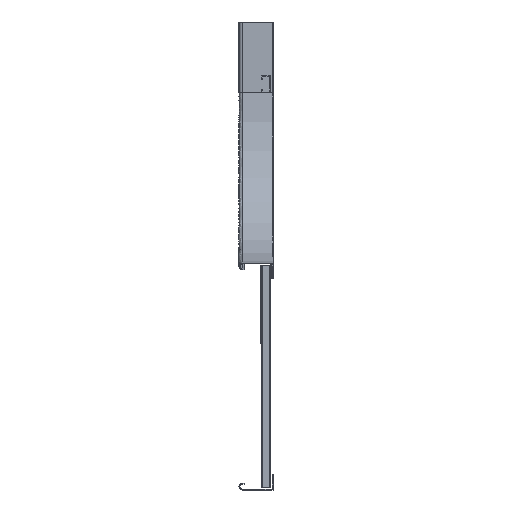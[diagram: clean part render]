
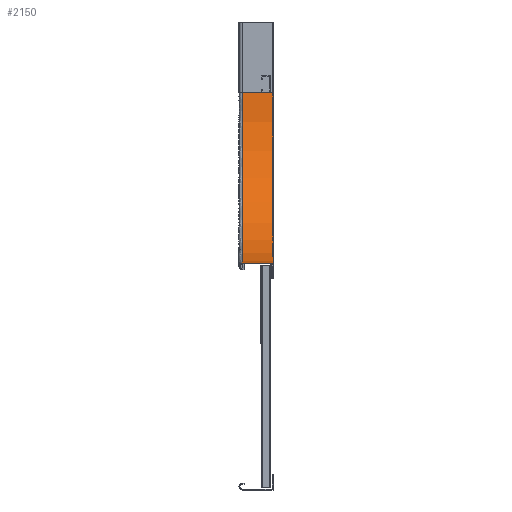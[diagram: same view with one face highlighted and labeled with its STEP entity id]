
A CAD part, left-side view. The second image highlights one B-rep face of the part: STEP entity #2150.
In plain terms, the highlighted cylindrical face has radius 300 mm (diameter 600 mm), a partial arc.
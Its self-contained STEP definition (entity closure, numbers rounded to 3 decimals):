
#36 = VECTOR ( 'NONE', #1965, 1000. ) ;
#352 = LINE ( 'NONE', #952, #36 ) ;
#952 = CARTESIAN_POINT ( 'NONE',  ( 0., 0., -125. ) ) ;
#1174 = EDGE_CURVE ( 'NONE', #11920, #7583, #4682, .T. ) ;
#1480 = FACE_OUTER_BOUND ( 'NONE', #11812, .T. ) ;
#1965 = DIRECTION ( 'NONE',  ( 0., 1., 0. ) ) ;
#2150 = ADVANCED_FACE ( 'NONE', ( #1480 ), #3059, .F. ) ;
#2891 = DIRECTION ( 'NONE',  ( 0., 0., -1. ) ) ;
#2908 = DIRECTION ( 'NONE',  ( 0., 1., 0. ) ) ;
#2955 = CARTESIAN_POINT ( 'NONE',  ( 300., 0., -125. ) ) ;
#3059 = CYLINDRICAL_SURFACE ( 'NONE', #8097, 300. ) ;
#3348 = CARTESIAN_POINT ( 'NONE',  ( 300., 0., -125. ) ) ;
#3449 = VERTEX_POINT ( 'NONE', #5485 ) ;
#3451 = AXIS2_PLACEMENT_3D ( 'NONE', #3799, #8680, #12174 ) ;
#3462 = LINE ( 'NONE', #6498, #5786 ) ;
#3526 = DIRECTION ( 'NONE',  ( 0., -1., 0. ) ) ;
#3799 = CARTESIAN_POINT ( 'NONE',  ( 300., 54., -125. ) ) ;
#4083 = DIRECTION ( 'NONE',  ( 0., 0., -1. ) ) ;
#4682 = CIRCLE ( 'NONE', #3451, 300. ) ;
#4858 = CARTESIAN_POINT ( 'NONE',  ( 0., 0., -125. ) ) ;
#5230 = ORIENTED_EDGE ( 'NONE', *, *, #6971, .F. ) ;
#5485 = CARTESIAN_POINT ( 'NONE',  ( 300., 0., -425. ) ) ;
#5517 = VERTEX_POINT ( 'NONE', #4858 ) ;
#5786 = VECTOR ( 'NONE', #7508, 1000. ) ;
#6325 = ORIENTED_EDGE ( 'NONE', *, *, #11053, .F. ) ;
#6405 = ORIENTED_EDGE ( 'NONE', *, *, #11751, .F. ) ;
#6498 = CARTESIAN_POINT ( 'NONE',  ( 300., 0., -425. ) ) ;
#6784 = CARTESIAN_POINT ( 'NONE',  ( 300., 54., -425. ) ) ;
#6971 = EDGE_CURVE ( 'NONE', #3449, #5517, #9775, .T. ) ;
#6976 = ORIENTED_EDGE ( 'NONE', *, *, #1174, .F. ) ;
#7508 = DIRECTION ( 'NONE',  ( 0., -1., 0. ) ) ;
#7583 = VERTEX_POINT ( 'NONE', #6784 ) ;
#8097 = AXIS2_PLACEMENT_3D ( 'NONE', #3348, #3526, #4083 ) ;
#8680 = DIRECTION ( 'NONE',  ( 0., -1., 0. ) ) ;
#9441 = AXIS2_PLACEMENT_3D ( 'NONE', #2955, #2908, #2891 ) ;
#9775 = CIRCLE ( 'NONE', #9441, 300. ) ;
#10735 = CARTESIAN_POINT ( 'NONE',  ( 0., 54., -125. ) ) ;
#11053 = EDGE_CURVE ( 'NONE', #5517, #11920, #352, .T. ) ;
#11751 = EDGE_CURVE ( 'NONE', #7583, #3449, #3462, .T. ) ;
#11812 = EDGE_LOOP ( 'NONE', ( #6325, #5230, #6405, #6976 ) ) ;
#11920 = VERTEX_POINT ( 'NONE', #10735 ) ;
#12174 = DIRECTION ( 'NONE',  ( 0., 0., -1. ) ) ;
